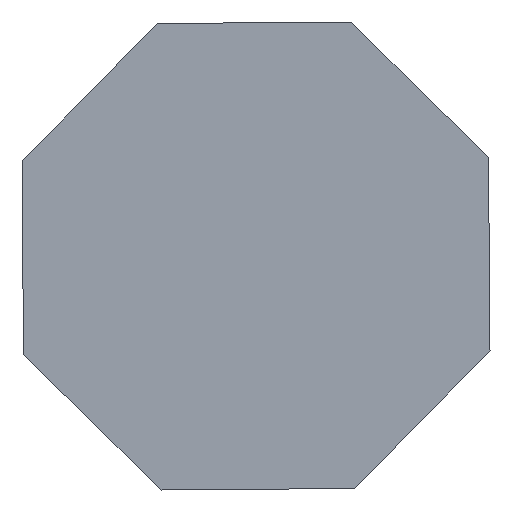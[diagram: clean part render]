
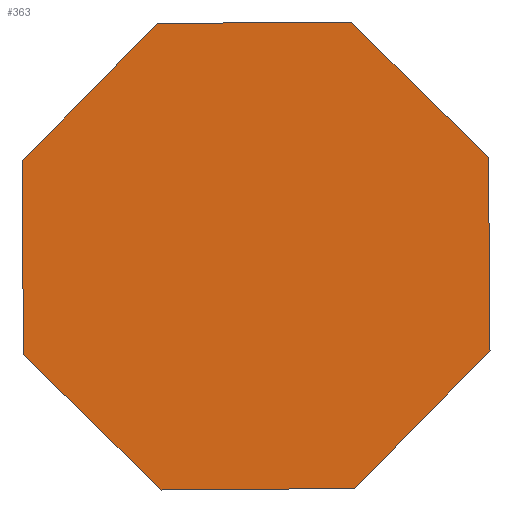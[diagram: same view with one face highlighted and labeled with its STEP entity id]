
A CAD part, front view. The second image highlights one B-rep face of the part: STEP entity #363.
In plain terms, the highlighted planar face has unit normal (0, -1, 0).
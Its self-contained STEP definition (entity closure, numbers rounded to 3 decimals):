
#33=FACE_OUTER_BOUND('',#52,.T.);
#52=EDGE_LOOP('',(#303,#304,#305,#306,#307,#308,#309,#310));
#79=LINE('',#545,#127);
#83=LINE('',#553,#131);
#86=LINE('',#559,#134);
#89=LINE('',#565,#137);
#92=LINE('',#571,#140);
#95=LINE('',#577,#143);
#98=LINE('',#583,#146);
#101=LINE('',#588,#149);
#127=VECTOR('',#450,10.);
#131=VECTOR('',#456,10.);
#134=VECTOR('',#461,10.);
#137=VECTOR('',#466,10.);
#140=VECTOR('',#471,10.);
#143=VECTOR('',#476,10.);
#146=VECTOR('',#481,10.);
#149=VECTOR('',#486,10.);
#167=VERTEX_POINT('',#543);
#168=VERTEX_POINT('',#544);
#171=VERTEX_POINT('',#552);
#173=VERTEX_POINT('',#558);
#175=VERTEX_POINT('',#564);
#177=VERTEX_POINT('',#570);
#179=VERTEX_POINT('',#576);
#181=VERTEX_POINT('',#582);
#207=EDGE_CURVE('',#167,#168,#79,.T.);
#211=EDGE_CURVE('',#168,#171,#83,.T.);
#214=EDGE_CURVE('',#171,#173,#86,.T.);
#217=EDGE_CURVE('',#173,#175,#89,.T.);
#220=EDGE_CURVE('',#175,#177,#92,.T.);
#223=EDGE_CURVE('',#177,#179,#95,.T.);
#226=EDGE_CURVE('',#179,#181,#98,.T.);
#229=EDGE_CURVE('',#181,#167,#101,.T.);
#303=ORIENTED_EDGE('',*,*,#229,.T.);
#304=ORIENTED_EDGE('',*,*,#207,.T.);
#305=ORIENTED_EDGE('',*,*,#211,.T.);
#306=ORIENTED_EDGE('',*,*,#214,.T.);
#307=ORIENTED_EDGE('',*,*,#217,.T.);
#308=ORIENTED_EDGE('',*,*,#220,.T.);
#309=ORIENTED_EDGE('',*,*,#223,.T.);
#310=ORIENTED_EDGE('',*,*,#226,.T.);
#344=PLANE('',#402);
#363=ADVANCED_FACE('',(#33),#344,.T.);
#402=AXIS2_PLACEMENT_3D('',#590,#488,#489);
#450=DIRECTION('',(0.713,0.,-0.702));
#456=DIRECTION('',(1.,0.,0.008));
#461=DIRECTION('',(0.702,0.,0.713));
#466=DIRECTION('',(-0.008,0.,1.));
#471=DIRECTION('',(-0.713,0.,0.702));
#476=DIRECTION('',(-1.,0.,-0.008));
#481=DIRECTION('',(-0.702,0.,-0.713));
#486=DIRECTION('',(0.008,0.,-1.));
#488=DIRECTION('center_axis',(0.,-1.,0.));
#489=DIRECTION('ref_axis',(0.,0.,-1.));
#543=CARTESIAN_POINT('',(-19.934,0.,-8.441));
#544=CARTESIAN_POINT('',(-8.127,0.,-20.064));
#545=CARTESIAN_POINT('',(-19.934,0.,-8.441));
#552=CARTESIAN_POINT('',(8.441,0.,-19.934));
#553=CARTESIAN_POINT('',(-8.127,0.,-20.064));
#558=CARTESIAN_POINT('',(20.064,0.,-8.127));
#559=CARTESIAN_POINT('',(8.441,0.,-19.934));
#564=CARTESIAN_POINT('',(19.934,0.,8.441));
#565=CARTESIAN_POINT('',(20.064,0.,-8.127));
#570=CARTESIAN_POINT('',(8.127,0.,20.064));
#571=CARTESIAN_POINT('',(19.934,0.,8.441));
#576=CARTESIAN_POINT('',(-8.441,0.,19.934));
#577=CARTESIAN_POINT('',(8.127,0.,20.064));
#582=CARTESIAN_POINT('',(-20.064,0.,8.127));
#583=CARTESIAN_POINT('',(-8.441,0.,19.934));
#588=CARTESIAN_POINT('',(-20.064,0.,8.127));
#590=CARTESIAN_POINT('Origin',(0.,0.,0.));
